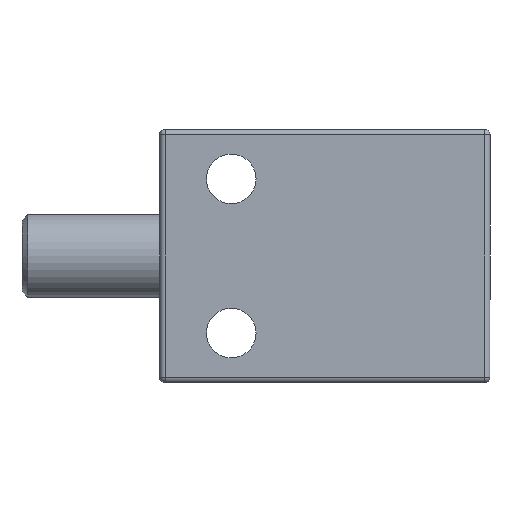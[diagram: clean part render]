
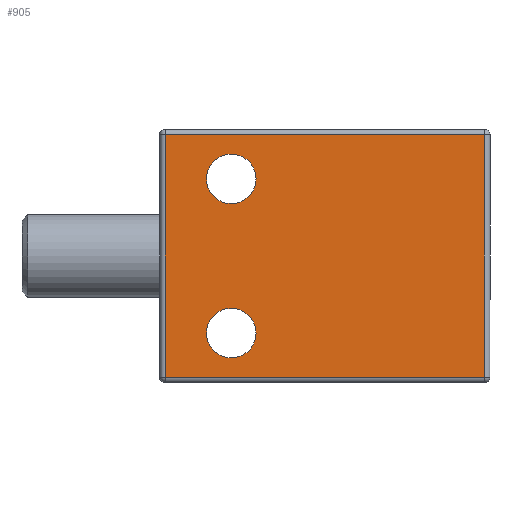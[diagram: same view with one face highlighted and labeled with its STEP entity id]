
A CAD part, front view. The second image highlights one B-rep face of the part: STEP entity #905.
In plain terms, the highlighted planar face has unit normal (0, -1, 0).
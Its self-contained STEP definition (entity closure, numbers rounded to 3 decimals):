
#7 = CARTESIAN_POINT ( 'NONE',  ( -40., -24., 22. ) ) ;
#8 = CARTESIAN_POINT ( 'NONE',  ( -27., -24., -14. ) ) ;
#88 = AXIS2_PLACEMENT_3D ( 'NONE', #995, #137, #1777 ) ;
#137 = DIRECTION ( 'NONE',  ( 0., 1., 0. ) ) ;
#157 = CARTESIAN_POINT ( 'NONE',  ( -27., -24., 14. ) ) ;
#175 = LINE ( 'NONE', #3009, #617 ) ;
#192 = LINE ( 'NONE', #7, #389 ) ;
#256 = CARTESIAN_POINT ( 'NONE',  ( -27., -24., -14. ) ) ;
#263 = CARTESIAN_POINT ( 'NONE',  ( -39., -24., 22. ) ) ;
#276 = FACE_BOUND ( 'NONE', #2735, .T. ) ;
#389 = VECTOR ( 'NONE', #1186, 1000. ) ;
#502 = FACE_OUTER_BOUND ( 'NONE', #505, .T. ) ;
#505 = EDGE_LOOP ( 'NONE', ( #885, #1249, #1225, #2911 ) ) ;
#517 = PLANE ( 'NONE',  #88 ) ;
#554 = CARTESIAN_POINT ( 'NONE',  ( -27., -24., -9.5 ) ) ;
#614 = DIRECTION ( 'NONE',  ( 0., 0., 1. ) ) ;
#617 = VECTOR ( 'NONE', #709, 1000. ) ;
#671 = ORIENTED_EDGE ( 'NONE', *, *, #2270, .T. ) ;
#687 = ORIENTED_EDGE ( 'NONE', *, *, #2643, .T. ) ;
#701 = VERTEX_POINT ( 'NONE', #921 ) ;
#709 = DIRECTION ( 'NONE',  ( 0., 0., 1. ) ) ;
#725 = EDGE_CURVE ( 'NONE', #1996, #2081, #1147, .T. ) ;
#827 = AXIS2_PLACEMENT_3D ( 'NONE', #1873, #1635, #1166 ) ;
#879 = AXIS2_PLACEMENT_3D ( 'NONE', #157, #1505, #614 ) ;
#885 = ORIENTED_EDGE ( 'NONE', *, *, #1479, .T. ) ;
#905 = ADVANCED_FACE ( 'NONE', ( #502, #1698, #276 ), #517, .F. ) ;
#921 = CARTESIAN_POINT ( 'NONE',  ( -27., -24., 9.5 ) ) ;
#935 = VERTEX_POINT ( 'NONE', #1076 ) ;
#995 = CARTESIAN_POINT ( 'NONE',  ( 0., -24., 0. ) ) ;
#1076 = CARTESIAN_POINT ( 'NONE',  ( 19., -24., -22. ) ) ;
#1104 = DIRECTION ( 'NONE',  ( 0., 0., -1. ) ) ;
#1147 = LINE ( 'NONE', #1621, #1509 ) ;
#1166 = DIRECTION ( 'NONE',  ( 0., 0., 1. ) ) ;
#1172 = CIRCLE ( 'NONE', #879, 4.5 ) ;
#1186 = DIRECTION ( 'NONE',  ( -1., 0., 0. ) ) ;
#1195 = EDGE_CURVE ( 'NONE', #2081, #935, #1447, .T. ) ;
#1225 = ORIENTED_EDGE ( 'NONE', *, *, #1195, .T. ) ;
#1249 = ORIENTED_EDGE ( 'NONE', *, *, #725, .T. ) ;
#1353 = DIRECTION ( 'NONE',  ( 0., 0., 1. ) ) ;
#1374 = DIRECTION ( 'NONE',  ( 0., 1., 0. ) ) ;
#1447 = LINE ( 'NONE', #2858, #2499 ) ;
#1479 = EDGE_CURVE ( 'NONE', #1742, #1996, #192, .T. ) ;
#1505 = DIRECTION ( 'NONE',  ( 0., 1., 0. ) ) ;
#1509 = VECTOR ( 'NONE', #1104, 1000. ) ;
#1544 = VERTEX_POINT ( 'NONE', #3036 ) ;
#1583 = DIRECTION ( 'NONE',  ( 0., 1., 0. ) ) ;
#1621 = CARTESIAN_POINT ( 'NONE',  ( -39., -24., -23. ) ) ;
#1624 = VERTEX_POINT ( 'NONE', #554 ) ;
#1635 = DIRECTION ( 'NONE',  ( 0., 1., 0. ) ) ;
#1698 = FACE_BOUND ( 'NONE', #2433, .T. ) ;
#1742 = VERTEX_POINT ( 'NONE', #2027 ) ;
#1760 = ORIENTED_EDGE ( 'NONE', *, *, #1868, .T. ) ;
#1777 = DIRECTION ( 'NONE',  ( 0., 0., 1. ) ) ;
#1808 = CIRCLE ( 'NONE', #827, 4.5 ) ;
#1818 = DIRECTION ( 'NONE',  ( 0., 0., 1. ) ) ;
#1827 = EDGE_CURVE ( 'NONE', #701, #1544, #1172, .T. ) ;
#1868 = EDGE_CURVE ( 'NONE', #1544, #701, #1808, .T. ) ;
#1873 = CARTESIAN_POINT ( 'NONE',  ( -27., -24., 14. ) ) ;
#1891 = CIRCLE ( 'NONE', #2532, 4.5 ) ;
#1996 = VERTEX_POINT ( 'NONE', #263 ) ;
#2027 = CARTESIAN_POINT ( 'NONE',  ( 19., -24., 22. ) ) ;
#2081 = VERTEX_POINT ( 'NONE', #2729 ) ;
#2270 = EDGE_CURVE ( 'NONE', #1624, #2778, #2556, .T. ) ;
#2314 = AXIS2_PLACEMENT_3D ( 'NONE', #256, #1374, #1818 ) ;
#2366 = CARTESIAN_POINT ( 'NONE',  ( -27., -24., -18.5 ) ) ;
#2396 = DIRECTION ( 'NONE',  ( 1., 0., 0. ) ) ;
#2433 = EDGE_LOOP ( 'NONE', ( #1760, #2800 ) ) ;
#2499 = VECTOR ( 'NONE', #2396, 1000. ) ;
#2532 = AXIS2_PLACEMENT_3D ( 'NONE', #8, #1583, #1353 ) ;
#2556 = CIRCLE ( 'NONE', #2314, 4.5 ) ;
#2643 = EDGE_CURVE ( 'NONE', #2778, #1624, #1891, .T. ) ;
#2678 = EDGE_CURVE ( 'NONE', #935, #1742, #175, .T. ) ;
#2729 = CARTESIAN_POINT ( 'NONE',  ( -39., -24., -22. ) ) ;
#2735 = EDGE_LOOP ( 'NONE', ( #671, #687 ) ) ;
#2778 = VERTEX_POINT ( 'NONE', #2366 ) ;
#2800 = ORIENTED_EDGE ( 'NONE', *, *, #1827, .T. ) ;
#2858 = CARTESIAN_POINT ( 'NONE',  ( 20., -24., -22. ) ) ;
#2911 = ORIENTED_EDGE ( 'NONE', *, *, #2678, .T. ) ;
#3009 = CARTESIAN_POINT ( 'NONE',  ( 19., -24., 23. ) ) ;
#3036 = CARTESIAN_POINT ( 'NONE',  ( -27., -24., 18.5 ) ) ;
